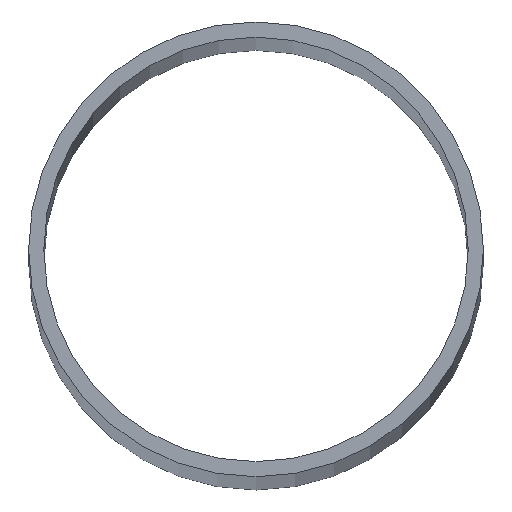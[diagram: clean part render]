
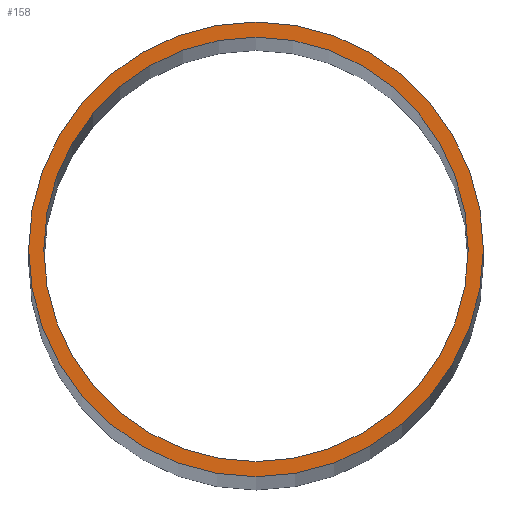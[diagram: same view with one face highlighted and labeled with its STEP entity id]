
A CAD part, top view. The second image highlights one B-rep face of the part: STEP entity #158.
In plain terms, the highlighted planar face has unit normal (0, 0, 1).
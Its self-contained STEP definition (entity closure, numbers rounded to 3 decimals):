
#14 = CIRCLE ( 'NONE', #183, 15. ) ;
#18 = ORIENTED_EDGE ( 'NONE', *, *, #210, .F. ) ;
#22 = VERTEX_POINT ( 'NONE', #122 ) ;
#24 = CIRCLE ( 'NONE', #177, 14. ) ;
#25 = CIRCLE ( 'NONE', #178, 14. ) ;
#34 = ORIENTED_EDGE ( 'NONE', *, *, #209, .T. ) ;
#50 = DIRECTION ( 'NONE',  ( -1., 0., 0. ) ) ;
#51 = DIRECTION ( 'NONE',  ( 0., 0., -1. ) ) ;
#52 = CARTESIAN_POINT ( 'NONE',  ( 0., 0., 250. ) ) ;
#54 = DIRECTION ( 'NONE',  ( -1., 0., 0. ) ) ;
#55 = DIRECTION ( 'NONE',  ( 0., 0., -1. ) ) ;
#56 = CARTESIAN_POINT ( 'NONE',  ( 0., 0., 250. ) ) ;
#59 = DIRECTION ( 'NONE',  ( -1., 0., 0. ) ) ;
#60 = DIRECTION ( 'NONE',  ( 0., 0., -1. ) ) ;
#61 = CARTESIAN_POINT ( 'NONE',  ( 0., 0., 250. ) ) ;
#63 = DIRECTION ( 'NONE',  ( -1., 0., 0. ) ) ;
#64 = DIRECTION ( 'NONE',  ( 0., 0., -1. ) ) ;
#65 = CARTESIAN_POINT ( 'NONE',  ( 0., 0., 250. ) ) ;
#77 = VERTEX_POINT ( 'NONE', #125 ) ;
#80 = ORIENTED_EDGE ( 'NONE', *, *, #208, .T. ) ;
#86 = ORIENTED_EDGE ( 'NONE', *, *, #201, .F. ) ;
#94 = VERTEX_POINT ( 'NONE', #143 ) ;
#114 = DIRECTION ( 'NONE',  ( 1., 0., 0. ) ) ;
#115 = DIRECTION ( 'NONE',  ( 0., 0., 1. ) ) ;
#118 = CARTESIAN_POINT ( 'NONE',  ( 0., 0., 250. ) ) ;
#120 = PLANE ( 'NONE',  #206 ) ;
#121 = VERTEX_POINT ( 'NONE', #137 ) ;
#122 = CARTESIAN_POINT ( 'NONE',  ( -15., 0., 250. ) ) ;
#125 = CARTESIAN_POINT ( 'NONE',  ( 14., 0., 250. ) ) ;
#131 = EDGE_LOOP ( 'NONE', ( #18, #86 ) ) ;
#137 = CARTESIAN_POINT ( 'NONE',  ( 15., 0., 250. ) ) ;
#143 = CARTESIAN_POINT ( 'NONE',  ( -14., 0., 250. ) ) ;
#144 = FACE_BOUND ( 'NONE', #156, .T. ) ;
#149 = FACE_OUTER_BOUND ( 'NONE', #131, .T. ) ;
#156 = EDGE_LOOP ( 'NONE', ( #34, #80 ) ) ;
#158 = ADVANCED_FACE ( 'NONE', ( #144, #149 ), #120, .T. ) ;
#177 = AXIS2_PLACEMENT_3D ( 'NONE', #61, #60, #59 ) ;
#178 = AXIS2_PLACEMENT_3D ( 'NONE', #56, #55, #54 ) ;
#183 = AXIS2_PLACEMENT_3D ( 'NONE', #65, #64, #63 ) ;
#191 = CIRCLE ( 'NONE', #204, 15. ) ;
#201 = EDGE_CURVE ( 'NONE', #121, #22, #14, .T. ) ;
#204 = AXIS2_PLACEMENT_3D ( 'NONE', #52, #51, #50 ) ;
#206 = AXIS2_PLACEMENT_3D ( 'NONE', #118, #115, #114 ) ;
#208 = EDGE_CURVE ( 'NONE', #77, #94, #24, .T. ) ;
#209 = EDGE_CURVE ( 'NONE', #94, #77, #25, .T. ) ;
#210 = EDGE_CURVE ( 'NONE', #22, #121, #191, .T. ) ;
